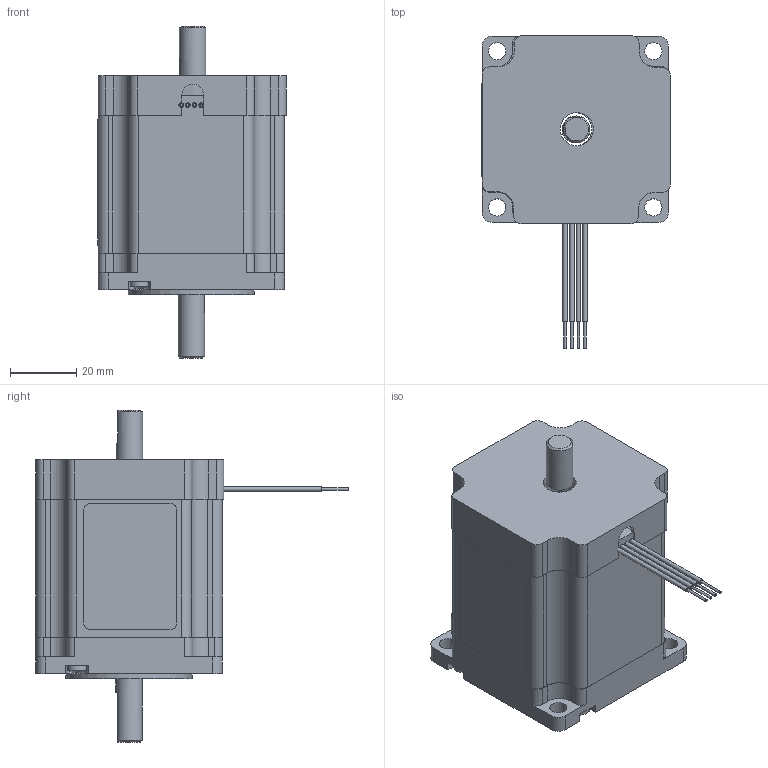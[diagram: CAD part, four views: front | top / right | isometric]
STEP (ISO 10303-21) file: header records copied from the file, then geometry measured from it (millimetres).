
FILE_DESCRIPTION(/* description */ (''),/* implementation_level */ '2;1');
FILE_NAME(/* name */ '23H2065-300-4BL.stp',/* time_stamp */ '2020-08-26T16:52:57+08:00',/* author */ ('dzp-qch5853'),/* organization */ (''),/* preprocessor_version */ 'ST-DEVELOPER v16.1',/* originating_system */ 'Autodesk Inventor 2016',/* authorisation */ '');
FILE_SCHEMA (('AUTOMOTIVE_DESIGN { 1 0 10303 214 3 1 1 }'));
Length unit declared in the file: millimetre
Products named in the file (6): 42厚57定子; 旭泉57后盖; 57旭泉前盖; 57单厚标签; 57螺钉; 部件1
Assembly tree (8 placements, depth 2):
  部件1
    42厚57定子
    旭泉57后盖
    57旭泉前盖
    57单厚标签
    57螺钉  x4
Bounding box: 56.82 x 94.2 x 100.1 mm (x, y, z)
Volume: 88405.5 mm3; surface area: 64018.2 mm2
Topology: 10 solids, 10 shells, 780 faces, 2211 edges, 1477 vertices
Faces by surface type: cylinder 432, plane 340, cone 4, sphere 4
Full cylindrical faces by diameter (mm): 0.8 x4, 1.4 x4, 3 x4, 3.1 x4, 3.3 x8, 5.2 x4, 5.6 x4, 8 x2, 10 x2, 22 x1, 28 x1, 34.82 x2, 35.5 x2, 38.1 x1, 48 x1
Entity records: 23686 total; most frequent: DIRECTION 4312, CARTESIAN_POINT 4122, ORIENTED_EDGE 3990, EDGE_CURVE 1995, AXIS2_PLACEMENT_3D 1597, VERTEX_POINT 1355, LINE 1118, VECTOR 1118
